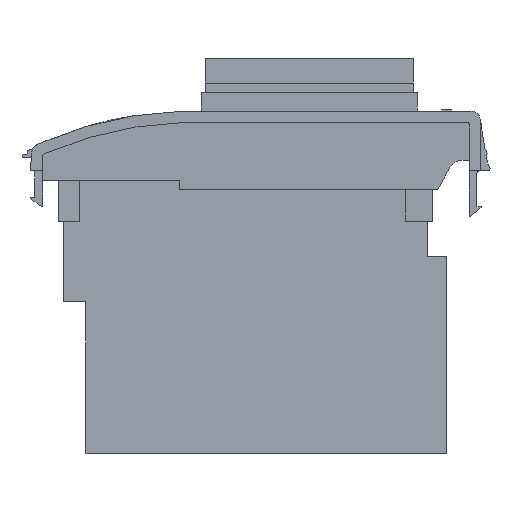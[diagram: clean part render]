
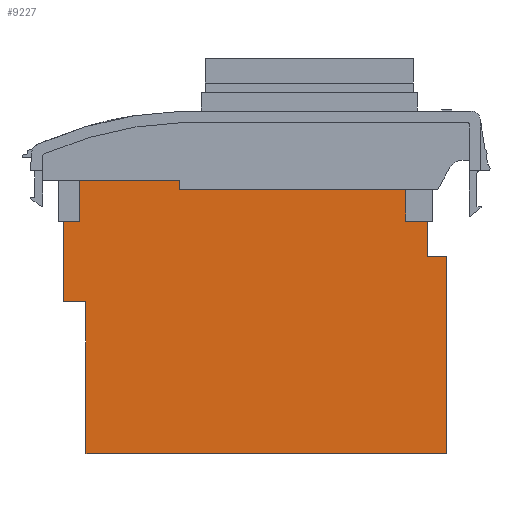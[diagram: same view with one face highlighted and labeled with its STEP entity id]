
A CAD part, left-side view. The second image highlights one B-rep face of the part: STEP entity #9227.
In plain terms, the highlighted planar face has unit normal (-1, 0, 0).
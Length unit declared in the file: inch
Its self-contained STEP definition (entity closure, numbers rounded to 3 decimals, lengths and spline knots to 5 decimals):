
#1369 = VERTEX_POINT ( 'NONE', #14836 ) ;
#1407 = VERTEX_POINT ( 'NONE', #14584 ) ;
#1494 = VERTEX_POINT ( 'NONE', #15046 ) ;
#1796 = VERTEX_POINT ( 'NONE', #15534 ) ;
#1849 = EDGE_CURVE ( 'NONE', #1407, #1864, #15636, .T. ) ;
#1864 = VERTEX_POINT ( 'NONE', #15670 ) ;
#1866 = EDGE_CURVE ( 'NONE', #1864, #1876, #15669, .T. ) ;
#1876 = VERTEX_POINT ( 'NONE', #15709 ) ;
#1878 = EDGE_CURVE ( 'NONE', #1876, #1796, #15708, .T. ) ;
#1989 = EDGE_CURVE ( 'NONE', #9219, #1369, #15870, .T. ) ;
#9154 = EDGE_CURVE ( 'NONE', #9155, #9156, #16662, .T. ) ;
#9155 = VERTEX_POINT ( 'NONE', #16653 ) ;
#9156 = VERTEX_POINT ( 'NONE', #16652 ) ;
#9190 = VERTEX_POINT ( 'NONE', #16738 ) ;
#9192 = EDGE_CURVE ( 'NONE', #1369, #1407, #16737, .T. ) ;
#9218 = EDGE_CURVE ( 'NONE', #9156, #9219, #16823, .T. ) ;
#9219 = VERTEX_POINT ( 'NONE', #16819 ) ;
#9227 = ADVANCED_FACE ( 'NONE', ( #16808 ), #16852, .T. ) ;
#9228 = EDGE_LOOP ( 'NONE', ( #9229, #9232, #9233, #9234, #9235, #9299, #9300, #9301, #9302, #9303, #9304, #9305 ) ) ;
#9229 = ORIENTED_EDGE ( 'NONE', *, *, #9230, .T. ) ;
#9230 = EDGE_CURVE ( 'NONE', #9231, #1796, #16847, .T. ) ;
#9231 = VERTEX_POINT ( 'NONE', #16843 ) ;
#9232 = ORIENTED_EDGE ( 'NONE', *, *, #1878, .F. ) ;
#9233 = ORIENTED_EDGE ( 'NONE', *, *, #1866, .F. ) ;
#9234 = ORIENTED_EDGE ( 'NONE', *, *, #1849, .F. ) ;
#9235 = ORIENTED_EDGE ( 'NONE', *, *, #9192, .F. ) ;
#9248 = EDGE_CURVE ( 'NONE', #9263, #9190, #16864, .T. ) ;
#9258 = EDGE_CURVE ( 'NONE', #9190, #9155, #16933, .T. ) ;
#9262 = EDGE_CURVE ( 'NONE', #1494, #9263, #16929, .T. ) ;
#9263 = VERTEX_POINT ( 'NONE', #16925 ) ;
#9299 = ORIENTED_EDGE ( 'NONE', *, *, #1989, .F. ) ;
#9300 = ORIENTED_EDGE ( 'NONE', *, *, #9218, .F. ) ;
#9301 = ORIENTED_EDGE ( 'NONE', *, *, #9154, .F. ) ;
#9302 = ORIENTED_EDGE ( 'NONE', *, *, #9258, .F. ) ;
#9303 = ORIENTED_EDGE ( 'NONE', *, *, #9248, .F. ) ;
#9304 = ORIENTED_EDGE ( 'NONE', *, *, #9262, .F. ) ;
#9305 = ORIENTED_EDGE ( 'NONE', *, *, #9306, .F. ) ;
#9306 = EDGE_CURVE ( 'NONE', #9231, #1494, #16999, .T. ) ;
#14584 = CARTESIAN_POINT ( 'NONE',  ( 1.83506, 3.99348, 0.41 ) ) ;
#14836 = CARTESIAN_POINT ( 'NONE',  ( 1.83506, 3.99348, -0.39 ) ) ;
#15046 = CARTESIAN_POINT ( 'NONE',  ( 1.83506, 1.59848, 0.14 ) ) ;
#15534 = CARTESIAN_POINT ( 'NONE',  ( 1.83506, 1.73848, 0.35 ) ) ;
#15630 = DIRECTION ( 'NONE',  ( 0., -1., 0. ) ) ;
#15631 = VECTOR ( 'NONE', #15630, 39.37008 ) ;
#15632 = CARTESIAN_POINT ( 'NONE',  ( 1.83506, 3.22916, 0.41 ) ) ;
#15636 = LINE ( 'NONE', #15632, #15631 ) ;
#15666 = DIRECTION ( 'NONE',  ( 0., 0., -1. ) ) ;
#15667 = VECTOR ( 'NONE', #15666, 39.37008 ) ;
#15668 = CARTESIAN_POINT ( 'NONE',  ( 1.83506, 3.22916, 0.35 ) ) ;
#15669 = LINE ( 'NONE', #15668, #15667 ) ;
#15670 = CARTESIAN_POINT ( 'NONE',  ( 1.83506, 3.22916, 0.41 ) ) ;
#15705 = DIRECTION ( 'NONE',  ( 0., -1., 0. ) ) ;
#15706 = VECTOR ( 'NONE', #15705, 39.37008 ) ;
#15707 = CARTESIAN_POINT ( 'NONE',  ( 1.83506, 1.52916, 0.35 ) ) ;
#15708 = LINE ( 'NONE', #15707, #15706 ) ;
#15709 = CARTESIAN_POINT ( 'NONE',  ( 1.83506, 3.22916, 0.35 ) ) ;
#15862 = DIRECTION ( 'NONE',  ( 0., 1., 0. ) ) ;
#15863 = VECTOR ( 'NONE', #15862, 39.37008 ) ;
#15864 = CARTESIAN_POINT ( 'NONE',  ( 1.83506, 3.99348, -0.39 ) ) ;
#15870 = LINE ( 'NONE', #15864, #15863 ) ;
#16652 = CARTESIAN_POINT ( 'NONE',  ( 1.83506, 3.84348, -1.39 ) ) ;
#16653 = CARTESIAN_POINT ( 'NONE',  ( 1.83506, 1.46848, -1.39 ) ) ;
#16654 = DIRECTION ( 'NONE',  ( 0., 1., 0. ) ) ;
#16655 = VECTOR ( 'NONE', #16654, 39.37008 ) ;
#16656 = CARTESIAN_POINT ( 'NONE',  ( 1.83506, 1.46848, -1.39 ) ) ;
#16662 = LINE ( 'NONE', #16656, #16655 ) ;
#16734 = DIRECTION ( 'NONE',  ( 0., 0., 1. ) ) ;
#16735 = VECTOR ( 'NONE', #16734, 39.37008 ) ;
#16736 = CARTESIAN_POINT ( 'NONE',  ( 1.83506, 3.99348, 0.64 ) ) ;
#16737 = LINE ( 'NONE', #16736, #16735 ) ;
#16738 = CARTESIAN_POINT ( 'NONE',  ( 1.83506, 1.46848, -0.09 ) ) ;
#16808 = FACE_OUTER_BOUND ( 'NONE', #9228, .T. ) ;
#16819 = CARTESIAN_POINT ( 'NONE',  ( 1.83506, 3.84348, -0.39 ) ) ;
#16820 = DIRECTION ( 'NONE',  ( 0., 0., 1. ) ) ;
#16821 = VECTOR ( 'NONE', #16820, 39.37008 ) ;
#16822 = CARTESIAN_POINT ( 'NONE',  ( 1.83506, 3.84348, -0.39 ) ) ;
#16823 = LINE ( 'NONE', #16822, #16821 ) ;
#16843 = CARTESIAN_POINT ( 'NONE',  ( 1.83506, 1.73848, 0.14 ) ) ;
#16844 = DIRECTION ( 'NONE',  ( 0., 0., 1. ) ) ;
#16845 = VECTOR ( 'NONE', #16844, 39.37008 ) ;
#16846 = CARTESIAN_POINT ( 'NONE',  ( 1.83506, 1.73848, 0.14 ) ) ;
#16847 = LINE ( 'NONE', #16846, #16845 ) ;
#16848 = DIRECTION ( 'NONE',  ( 0., 0., 1. ) ) ;
#16849 = DIRECTION ( 'NONE',  ( -1., 0., 0. ) ) ;
#16850 = CARTESIAN_POINT ( 'NONE',  ( 1.83506, 3.84348, -1.39 ) ) ;
#16851 = AXIS2_PLACEMENT_3D ( 'NONE', #16850, #16849, #16848 ) ;
#16852 = PLANE ( 'NONE',  #16851 ) ;
#16861 = DIRECTION ( 'NONE',  ( 0., -1., 0. ) ) ;
#16862 = VECTOR ( 'NONE', #16861, 39.37008 ) ;
#16863 = CARTESIAN_POINT ( 'NONE',  ( 1.83506, 1.46848, -0.09 ) ) ;
#16864 = LINE ( 'NONE', #16863, #16862 ) ;
#16925 = CARTESIAN_POINT ( 'NONE',  ( 1.83506, 1.59848, -0.09 ) ) ;
#16926 = DIRECTION ( 'NONE',  ( 0., 0., -1. ) ) ;
#16927 = VECTOR ( 'NONE', #16926, 39.37008 ) ;
#16928 = CARTESIAN_POINT ( 'NONE',  ( 1.83506, 1.59848, -0.09 ) ) ;
#16929 = LINE ( 'NONE', #16928, #16927 ) ;
#16930 = DIRECTION ( 'NONE',  ( 0., 0., -1. ) ) ;
#16931 = VECTOR ( 'NONE', #16930, 39.37008 ) ;
#16932 = CARTESIAN_POINT ( 'NONE',  ( 1.83506, 1.46848, -0.09 ) ) ;
#16933 = LINE ( 'NONE', #16932, #16931 ) ;
#16996 = DIRECTION ( 'NONE',  ( 0., -1., 0. ) ) ;
#16997 = VECTOR ( 'NONE', #16996, 39.37008 ) ;
#16998 = CARTESIAN_POINT ( 'NONE',  ( 1.83506, 3.84348, 0.14 ) ) ;
#16999 = LINE ( 'NONE', #16998, #16997 ) ;
